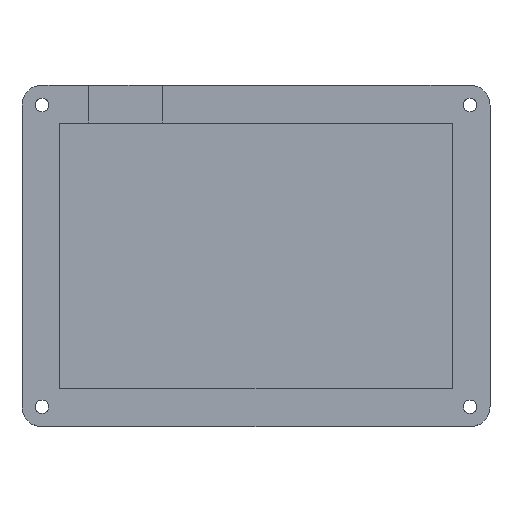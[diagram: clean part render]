
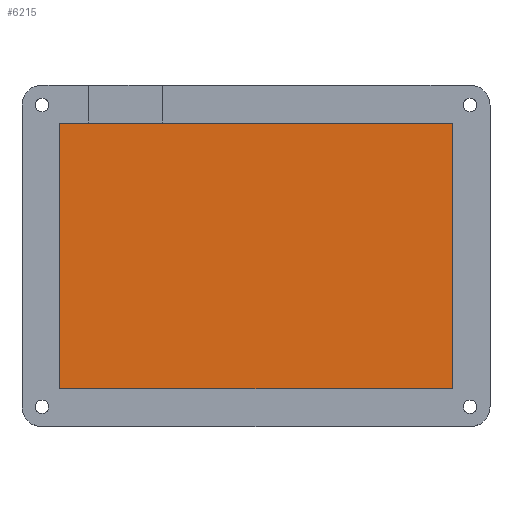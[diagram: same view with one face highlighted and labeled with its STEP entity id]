
A CAD part, top view. The second image highlights one B-rep face of the part: STEP entity #6215.
In plain terms, the highlighted planar face has unit normal (0, 0, 1).
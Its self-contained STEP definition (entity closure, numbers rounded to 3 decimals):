
#957=FACE_OUTER_BOUND('',#1321,.T.);
#1321=EDGE_LOOP('',(#5696,#5697,#5698,#5699));
#1854=LINE('',#12246,#2380);
#1856=LINE('',#12251,#2382);
#1857=LINE('',#12252,#2383);
#1858=LINE('',#12253,#2384);
#2380=VECTOR('',#7234,10.);
#2382=VECTOR('',#7238,10.);
#2383=VECTOR('',#7239,10.);
#2384=VECTOR('',#7240,10.);
#2995=VERTEX_POINT('',#12243);
#2996=VERTEX_POINT('',#12245);
#2997=VERTEX_POINT('',#12249);
#2998=VERTEX_POINT('',#12250);
#3902=EDGE_CURVE('',#2995,#2996,#1854,.T.);
#3904=EDGE_CURVE('',#2997,#2998,#1856,.T.);
#3905=EDGE_CURVE('',#2996,#2997,#1857,.T.);
#3906=EDGE_CURVE('',#2998,#2995,#1858,.T.);
#5696=ORIENTED_EDGE('',*,*,#3904,.F.);
#5697=ORIENTED_EDGE('',*,*,#3905,.F.);
#5698=ORIENTED_EDGE('',*,*,#3902,.F.);
#5699=ORIENTED_EDGE('',*,*,#3906,.F.);
#5889=PLANE('',#6396);
#6215=ADVANCED_FACE('',(#957),#5889,.T.);
#6396=AXIS2_PLACEMENT_3D('',#12248,#7236,#7237);
#7234=DIRECTION('',(1.,0.,0.));
#7236=DIRECTION('center_axis',(0.,0.,1.));
#7237=DIRECTION('ref_axis',(1.,0.,0.));
#7238=DIRECTION('',(-1.,0.,0.));
#7239=DIRECTION('',(0.,-1.,0.));
#7240=DIRECTION('',(0.,1.,0.));
#12243=CARTESIAN_POINT('',(69.5,-24.5,-10.));
#12245=CARTESIAN_POINT('',(168.131,-24.5,-10.));
#12246=CARTESIAN_POINT('',(94.158,-24.5,-10.));
#12248=CARTESIAN_POINT('Origin',(118.816,-57.908,-10.));
#12249=CARTESIAN_POINT('',(168.131,-91.316,-10.));
#12250=CARTESIAN_POINT('',(69.5,-91.316,-10.));
#12251=CARTESIAN_POINT('',(143.473,-91.316,-10.));
#12252=CARTESIAN_POINT('',(168.131,-41.204,-10.));
#12253=CARTESIAN_POINT('',(69.5,-74.612,-10.));
